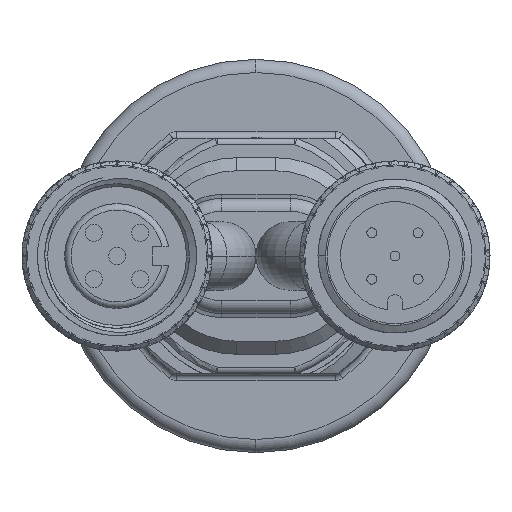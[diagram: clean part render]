
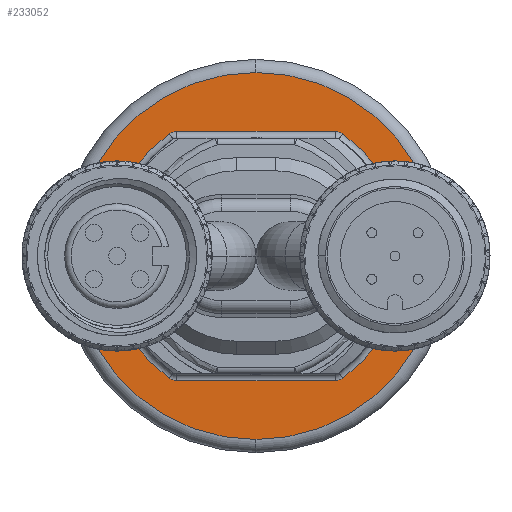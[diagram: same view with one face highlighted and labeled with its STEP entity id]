
A CAD part, front view. The second image highlights one B-rep face of the part: STEP entity #233052.
In plain terms, the highlighted planar face has unit normal (0, -1, 0).
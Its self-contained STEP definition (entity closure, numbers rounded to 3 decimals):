
#80401=CARTESIAN_POINT('',(0.,-2.,0.));
#80402=DIRECTION('',(0.,1.,0.));
#80403=DIRECTION('',(0.,0.,-1.));
#80404=AXIS2_PLACEMENT_3D('',#80401,#80402,#80403);
#80406=CARTESIAN_POINT('',(0.,-2.,0.));
#80407=DIRECTION('',(0.,1.,0.));
#80408=DIRECTION('',(0.,0.,1.));
#80409=AXIS2_PLACEMENT_3D('',#80406,#80407,#80408);
#80411=CARTESIAN_POINT('',(0.,-2.,0.));
#80412=DIRECTION('',(0.,-1.,0.));
#80413=DIRECTION('',(-0.579,0.,0.815));
#80414=AXIS2_PLACEMENT_3D('',#80411,#80412,#80413);
#80416=CARTESIAN_POINT('',(-6.036,-2.,-8.5));
#80417=DIRECTION('',(0.,1.,0.));
#80418=DIRECTION('',(0.,0.,-1.));
#80419=AXIS2_PLACEMENT_3D('',#80416,#80417,#80418);
#80421=DIRECTION('',(-1.,0.,0.));
#80422=VECTOR('',#80421,12.072);
#80423=CARTESIAN_POINT('',(6.036,-2.,-9.5));
#80424=LINE('',#80423,#80422);
#80425=CARTESIAN_POINT('',(6.036,-2.,-8.5));
#80426=DIRECTION('',(0.,1.,0.));
#80427=DIRECTION('',(0.579,0.,-0.815));
#80428=AXIS2_PLACEMENT_3D('',#80425,#80426,#80427);
#80430=CARTESIAN_POINT('',(0.,-2.,0.));
#80431=DIRECTION('',(0.,-1.,0.));
#80432=DIRECTION('',(0.579,0.,-0.815));
#80433=AXIS2_PLACEMENT_3D('',#80430,#80431,#80432);
#80435=CARTESIAN_POINT('',(6.036,-2.,8.5));
#80436=DIRECTION('',(0.,1.,0.));
#80437=DIRECTION('',(0.,0.,1.));
#80438=AXIS2_PLACEMENT_3D('',#80435,#80436,#80437);
#80440=DIRECTION('',(-1.,0.,0.));
#80441=VECTOR('',#80440,12.072);
#80442=CARTESIAN_POINT('',(6.036,-2.,9.5));
#80443=LINE('',#80442,#80441);
#80444=CARTESIAN_POINT('',(-6.036,-2.,8.5));
#80445=DIRECTION('',(0.,1.,0.));
#80446=DIRECTION('',(-0.579,0.,0.815));
#80447=AXIS2_PLACEMENT_3D('',#80444,#80445,#80446);
#84131=CARTESIAN_POINT('',(-6.615,-2.,9.315));
#84132=CARTESIAN_POINT('',(-6.615,-2.,-9.315));
#84133=VERTEX_POINT('',#84131);
#84134=VERTEX_POINT('',#84132);
#84143=CARTESIAN_POINT('',(6.036,-2.,9.5));
#84144=CARTESIAN_POINT('',(-6.036,-2.,9.5));
#84145=VERTEX_POINT('',#84143);
#84146=VERTEX_POINT('',#84144);
#84147=CARTESIAN_POINT('',(6.615,-2.,-9.315));
#84148=CARTESIAN_POINT('',(6.615,-2.,9.315));
#84149=VERTEX_POINT('',#84147);
#84150=VERTEX_POINT('',#84148);
#84157=CARTESIAN_POINT('',(6.036,-2.,-9.5));
#84158=CARTESIAN_POINT('',(-6.036,-2.,-9.5));
#84159=VERTEX_POINT('',#84157);
#84160=VERTEX_POINT('',#84158);
#84185=CARTESIAN_POINT('',(0.,-2.,-14.));
#84186=CARTESIAN_POINT('',(0.,-2.,14.));
#84187=VERTEX_POINT('',#84185);
#84188=VERTEX_POINT('',#84186);
#233025=CARTESIAN_POINT('',(0.,-2.,0.));
#233026=DIRECTION('',(0.,-1.,0.));
#233027=DIRECTION('',(0.,0.,1.));
#233028=AXIS2_PLACEMENT_3D('',#233025,#233026,#233027);
#233029=PLANE('',#233028);
#233031=ORIENTED_EDGE('',*,*,#233030,.T.);
#233033=ORIENTED_EDGE('',*,*,#233032,.T.);
#233034=EDGE_LOOP('',(#233031,#233033));
#233035=FACE_OUTER_BOUND('',#233034,.F.);
#233037=ORIENTED_EDGE('',*,*,#233036,.T.);
#233039=ORIENTED_EDGE('',*,*,#233038,.F.);
#233040=ORIENTED_EDGE('',*,*,#233000,.F.);
#233041=ORIENTED_EDGE('',*,*,#233015,.F.);
#233043=ORIENTED_EDGE('',*,*,#233042,.T.);
#233045=ORIENTED_EDGE('',*,*,#233044,.F.);
#233047=ORIENTED_EDGE('',*,*,#233046,.T.);
#233049=ORIENTED_EDGE('',*,*,#233048,.F.);
#233050=EDGE_LOOP('',(#233037,#233039,#233040,#233041,#233043,#233045,#233047,
#233049));
#233051=FACE_BOUND('',#233050,.F.);
#233052=ADVANCED_FACE('',(#233035,#233051),#233029,.T.);
#80405=CIRCLE('',#80404,14.);
#80410=CIRCLE('',#80409,14.);
#80415=CIRCLE('',#80414,11.425);
#80420=CIRCLE('',#80419,1.);
#80429=CIRCLE('',#80428,1.);
#80434=CIRCLE('',#80433,11.425);
#80439=CIRCLE('',#80438,1.);
#80448=CIRCLE('',#80447,1.);
#233000=EDGE_CURVE('',#84159,#84160,#80424,.T.);
#233015=EDGE_CURVE('',#84149,#84159,#80429,.T.);
#233030=EDGE_CURVE('',#84187,#84188,#80405,.T.);
#233032=EDGE_CURVE('',#84188,#84187,#80410,.T.);
#233036=EDGE_CURVE('',#84133,#84134,#80415,.T.);
#233038=EDGE_CURVE('',#84160,#84134,#80420,.T.);
#233042=EDGE_CURVE('',#84149,#84150,#80434,.T.);
#233044=EDGE_CURVE('',#84145,#84150,#80439,.T.);
#233046=EDGE_CURVE('',#84145,#84146,#80443,.T.);
#233048=EDGE_CURVE('',#84133,#84146,#80448,.T.);
